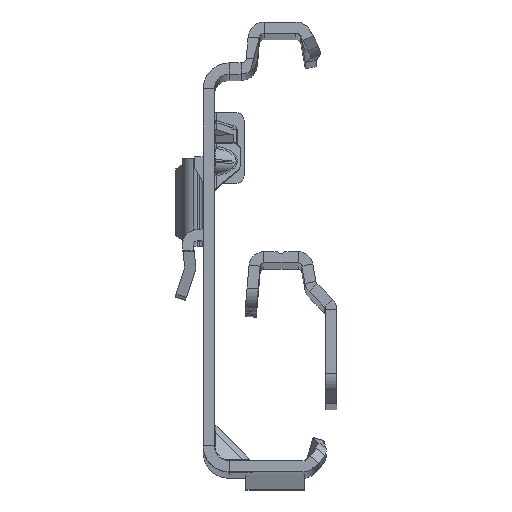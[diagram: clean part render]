
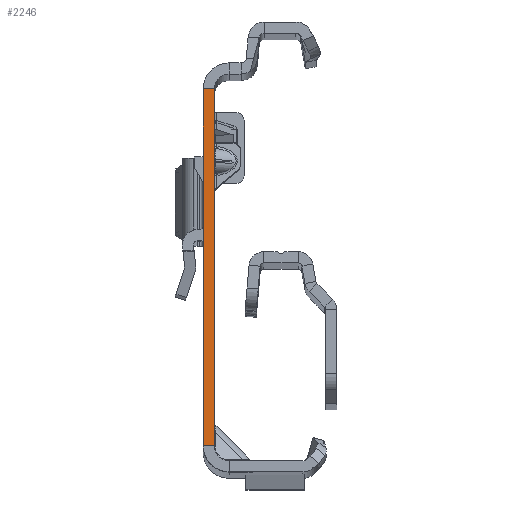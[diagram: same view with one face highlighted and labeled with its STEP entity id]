
A CAD part, top view. The second image highlights one B-rep face of the part: STEP entity #2246.
In plain terms, the highlighted planar face has unit normal (0, 0, 1).
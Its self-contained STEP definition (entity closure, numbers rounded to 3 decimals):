
#130 = CARTESIAN_POINT ( 'NONE',  ( -1.5, -27.865, 0. ) ) ;
#2083 = VERTEX_POINT ( 'NONE', #34245 ) ;
#2246 = ADVANCED_FACE ( 'NONE', ( #36152 ), #13848, .T. ) ;
#3394 = CARTESIAN_POINT ( 'NONE',  ( -1.5, -27.865, 0. ) ) ;
#6067 = ORIENTED_EDGE ( 'NONE', *, *, #29897, .T. ) ;
#6710 = LINE ( 'NONE', #7210, #16021 ) ;
#6973 = VERTEX_POINT ( 'NONE', #11000 ) ;
#7210 = CARTESIAN_POINT ( 'NONE',  ( 0., -25.865, 0. ) ) ;
#9562 = DIRECTION ( 'NONE',  ( 0., -1., 0. ) ) ;
#10109 = CARTESIAN_POINT ( 'NONE',  ( -1.5, 22.135, 0. ) ) ;
#10184 = DIRECTION ( 'NONE',  ( 1., 0., 0. ) ) ;
#10372 = VECTOR ( 'NONE', #9562, 1000. ) ;
#11000 = CARTESIAN_POINT ( 'NONE',  ( 0., 22.135, 0. ) ) ;
#11302 = DIRECTION ( 'NONE',  ( -1., 0., 0. ) ) ;
#11422 = DIRECTION ( 'NONE',  ( -1., 0., 0. ) ) ;
#12994 = VERTEX_POINT ( 'NONE', #19358 ) ;
#13848 = PLANE ( 'NONE',  #28300 ) ;
#14152 = ORIENTED_EDGE ( 'NONE', *, *, #14810, .T. ) ;
#14810 = EDGE_CURVE ( 'NONE', #27799, #2083, #18603, .T. ) ;
#16021 = VECTOR ( 'NONE', #11302, 1000. ) ;
#18603 = LINE ( 'NONE', #130, #32263 ) ;
#19358 = CARTESIAN_POINT ( 'NONE',  ( 0., -25.865, 0. ) ) ;
#25166 = EDGE_LOOP ( 'NONE', ( #28123, #6067, #14152, #37727 ) ) ;
#27799 = VERTEX_POINT ( 'NONE', #10109 ) ;
#28123 = ORIENTED_EDGE ( 'NONE', *, *, #33049, .F. ) ;
#28300 = AXIS2_PLACEMENT_3D ( 'NONE', #3394, #28663, #10184 ) ;
#28663 = DIRECTION ( 'NONE',  ( 0., 0., 1. ) ) ;
#29897 = EDGE_CURVE ( 'NONE', #6973, #27799, #37865, .T. ) ;
#31424 = LINE ( 'NONE', #42801, #10372 ) ;
#32263 = VECTOR ( 'NONE', #44559, 1000. ) ;
#33049 = EDGE_CURVE ( 'NONE', #6973, #12994, #31424, .T. ) ;
#33846 = VECTOR ( 'NONE', #11422, 1000. ) ;
#34245 = CARTESIAN_POINT ( 'NONE',  ( -1.5, -25.865, 0. ) ) ;
#36152 = FACE_OUTER_BOUND ( 'NONE', #25166, .T. ) ;
#37384 = CARTESIAN_POINT ( 'NONE',  ( 0., 22.135, 0. ) ) ;
#37727 = ORIENTED_EDGE ( 'NONE', *, *, #43626, .F. ) ;
#37865 = LINE ( 'NONE', #37384, #33846 ) ;
#42801 = CARTESIAN_POINT ( 'NONE',  ( 0., -27.865, 0. ) ) ;
#43626 = EDGE_CURVE ( 'NONE', #12994, #2083, #6710, .T. ) ;
#44559 = DIRECTION ( 'NONE',  ( 0., -1., 0. ) ) ;
